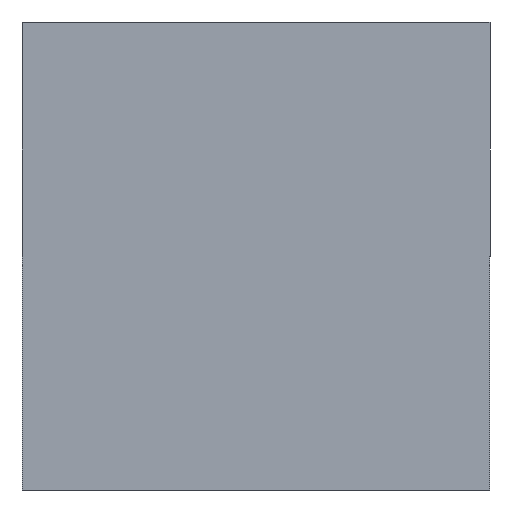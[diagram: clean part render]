
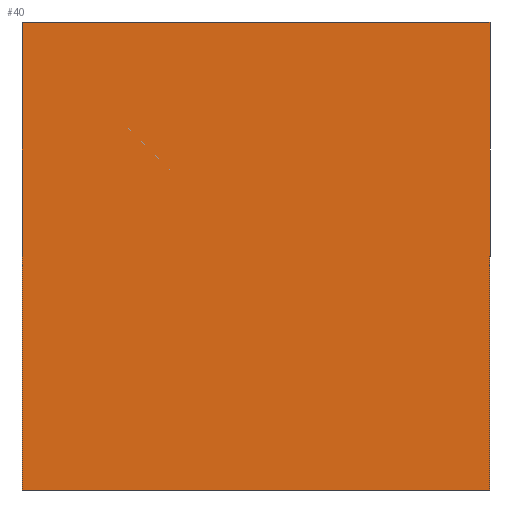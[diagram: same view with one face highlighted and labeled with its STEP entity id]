
A CAD part, front view. The second image highlights one B-rep face of the part: STEP entity #40.
In plain terms, the highlighted planar face has unit normal (0, -1, 0).
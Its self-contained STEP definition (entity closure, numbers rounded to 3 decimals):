
#5 = PLANE ( 'NONE',  #34 ) ;
#12 = LINE ( 'NONE', #88, #21 ) ;
#14 = CARTESIAN_POINT ( 'NONE',  ( -7.5, 0., 7.5 ) ) ;
#21 = VECTOR ( 'NONE', #308, 1000. ) ;
#34 = AXIS2_PLACEMENT_3D ( 'NONE', #299, #157, #82 ) ;
#40 = ADVANCED_FACE ( 'NONE', ( #204 ), #5, .F. ) ;
#62 = DIRECTION ( 'NONE',  ( 0., 0., -1. ) ) ;
#65 = CARTESIAN_POINT ( 'NONE',  ( 7.5, 0., -7.5 ) ) ;
#71 = CARTESIAN_POINT ( 'NONE',  ( -7.5, 0., 7.5 ) ) ;
#77 = VERTEX_POINT ( 'NONE', #208 ) ;
#82 = DIRECTION ( 'NONE',  ( 0., 0., 1. ) ) ;
#86 = LINE ( 'NONE', #179, #257 ) ;
#88 = CARTESIAN_POINT ( 'NONE',  ( -7.5, 0., -7.5 ) ) ;
#109 = VECTOR ( 'NONE', #163, 1000. ) ;
#148 = VERTEX_POINT ( 'NONE', #303 ) ;
#150 = EDGE_LOOP ( 'NONE', ( #248, #271, #168, #156 ) ) ;
#151 = EDGE_CURVE ( 'NONE', #77, #249, #86, .T. ) ;
#156 = ORIENTED_EDGE ( 'NONE', *, *, #276, .F. ) ;
#157 = DIRECTION ( 'NONE',  ( 0., 1., 0. ) ) ;
#161 = LINE ( 'NONE', #71, #300 ) ;
#163 = DIRECTION ( 'NONE',  ( -1., 0., 0. ) ) ;
#165 = LINE ( 'NONE', #235, #109 ) ;
#168 = ORIENTED_EDGE ( 'NONE', *, *, #231, .F. ) ;
#179 = CARTESIAN_POINT ( 'NONE',  ( 7.5, 0., -7.5 ) ) ;
#182 = EDGE_CURVE ( 'NONE', #270, #77, #161, .T. ) ;
#204 = FACE_OUTER_BOUND ( 'NONE', #150, .T. ) ;
#208 = CARTESIAN_POINT ( 'NONE',  ( 7.5, 0., 7.5 ) ) ;
#231 = EDGE_CURVE ( 'NONE', #148, #270, #12, .T. ) ;
#235 = CARTESIAN_POINT ( 'NONE',  ( -7.5, 0., -7.5 ) ) ;
#248 = ORIENTED_EDGE ( 'NONE', *, *, #151, .F. ) ;
#249 = VERTEX_POINT ( 'NONE', #65 ) ;
#257 = VECTOR ( 'NONE', #62, 1000. ) ;
#270 = VERTEX_POINT ( 'NONE', #14 ) ;
#271 = ORIENTED_EDGE ( 'NONE', *, *, #182, .F. ) ;
#276 = EDGE_CURVE ( 'NONE', #249, #148, #165, .T. ) ;
#286 = DIRECTION ( 'NONE',  ( 1., 0., 0. ) ) ;
#299 = CARTESIAN_POINT ( 'NONE',  ( 0., 0., 0. ) ) ;
#300 = VECTOR ( 'NONE', #286, 1000. ) ;
#303 = CARTESIAN_POINT ( 'NONE',  ( -7.5, 0., -7.5 ) ) ;
#308 = DIRECTION ( 'NONE',  ( 0., 0., 1. ) ) ;
